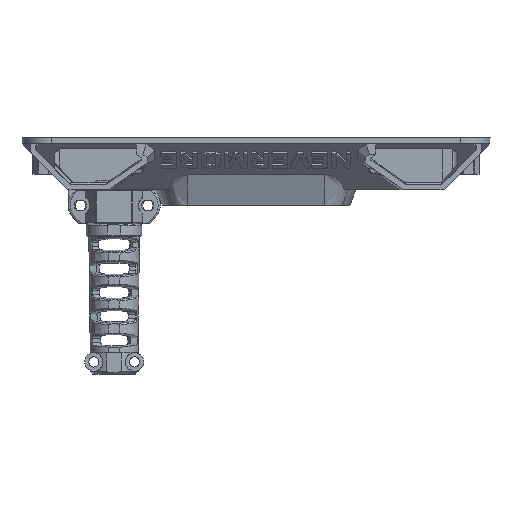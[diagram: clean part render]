
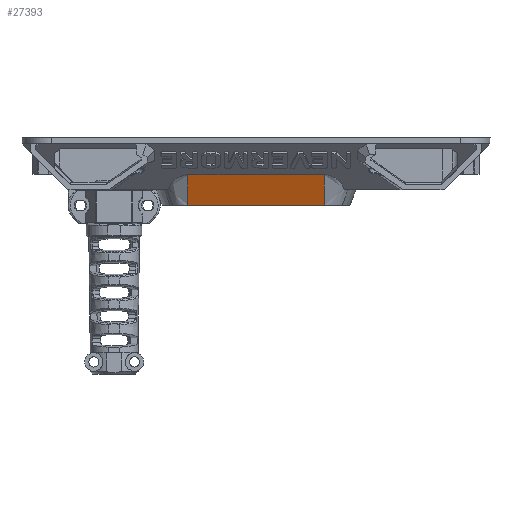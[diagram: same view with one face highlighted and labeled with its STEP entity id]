
A CAD part, front view. The second image highlights one B-rep face of the part: STEP entity #27393.
In plain terms, the highlighted planar face has unit normal (0, -0.928, -0.371).
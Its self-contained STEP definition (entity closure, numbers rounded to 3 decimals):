
#1156=(
BOUNDED_CURVE()
B_SPLINE_CURVE(3,(#52025,#52026,#52027,#52028,#52029,#52030,#52031,#52032,
#52033,#52034,#52035,#52036),.UNSPECIFIED.,.F.,.F.)
B_SPLINE_CURVE_WITH_KNOTS((4,2,2,2,2,4),(-5.174,-3.71,
-2.544,-0.786,-0.75,-0.715),
 .UNSPECIFIED.)
CURVE()
GEOMETRIC_REPRESENTATION_ITEM()
RATIONAL_B_SPLINE_CURVE((1.,1.,1.,1.,1.,1.,1.,1.,1.,1.,1.,1.))
REPRESENTATION_ITEM('')
);
#3670=FACE_OUTER_BOUND('',#5163,.T.);
#5163=EDGE_LOOP('',(#24030,#24031,#24032,#24033));
#7888=LINE('',#53843,#10004);
#7889=LINE('',#53846,#10005);
#7890=LINE('',#53847,#10006);
#10004=VECTOR('',#34879,10.);
#10005=VECTOR('',#34882,10.);
#10006=VECTOR('',#34883,10.);
#12488=VERTEX_POINT('',#52013);
#12489=VERTEX_POINT('',#52024);
#12770=VERTEX_POINT('',#53832);
#12771=VERTEX_POINT('',#53845);
#16387=EDGE_CURVE('',#12488,#12489,#1156,.T.);
#16752=EDGE_CURVE('',#12488,#12770,#7888,.T.);
#16753=EDGE_CURVE('',#12771,#12770,#7889,.T.);
#16754=EDGE_CURVE('',#12489,#12771,#7890,.T.);
#24030=ORIENTED_EDGE('',*,*,#16752,.T.);
#24031=ORIENTED_EDGE('',*,*,#16753,.F.);
#24032=ORIENTED_EDGE('',*,*,#16754,.F.);
#24033=ORIENTED_EDGE('',*,*,#16387,.F.);
#26119=PLANE('',#29405);
#27393=ADVANCED_FACE('',(#3670),#26119,.T.);
#29405=AXIS2_PLACEMENT_3D('',#53844,#34880,#34881);
#34879=DIRECTION('',(0.,-0.371,0.928));
#34880=DIRECTION('center_axis',(0.,-0.928,
-0.371));
#34881=DIRECTION('ref_axis',(0.,0.371,-0.928));
#34882=DIRECTION('',(1.,0.,0.));
#34883=DIRECTION('',(0.,-0.371,0.928));
#52013=CARTESIAN_POINT('',(18.875,97.533,-20.638));
#52024=CARTESIAN_POINT('',(-25.705,97.533,-20.638));
#52025=CARTESIAN_POINT('Ctrl Pts',(18.875,97.533,-20.638));
#52026=CARTESIAN_POINT('Ctrl Pts',(13.995,97.533,-20.638));
#52027=CARTESIAN_POINT('Ctrl Pts',(9.115,97.533,-20.638));
#52028=CARTESIAN_POINT('Ctrl Pts',(0.349,97.533,-20.638));
#52029=CARTESIAN_POINT('Ctrl Pts',(-3.536,97.533,-20.638));
#52030=CARTESIAN_POINT('Ctrl Pts',(-13.278,97.533,-20.638));
#52031=CARTESIAN_POINT('Ctrl Pts',(-19.134,97.533,-20.638));
#52032=CARTESIAN_POINT('Ctrl Pts',(-25.109,97.533,-20.638));
#52033=CARTESIAN_POINT('Ctrl Pts',(-25.228,97.533,-20.638));
#52034=CARTESIAN_POINT('Ctrl Pts',(-25.467,97.533,-20.638));
#52035=CARTESIAN_POINT('Ctrl Pts',(-25.586,97.533,-20.638));
#52036=CARTESIAN_POINT('Ctrl Pts',(-25.705,97.533,-20.638));
#53832=CARTESIAN_POINT('',(18.875,93.575,-10.742));
#53843=CARTESIAN_POINT('',(18.875,97.533,-20.638));
#53844=CARTESIAN_POINT('Origin',(7.73,96.533,-18.138));
#53845=CARTESIAN_POINT('',(-25.705,93.575,-10.742));
#53846=CARTESIAN_POINT('',(2.157,93.575,-10.742));
#53847=CARTESIAN_POINT('',(-25.705,97.533,-20.638));
